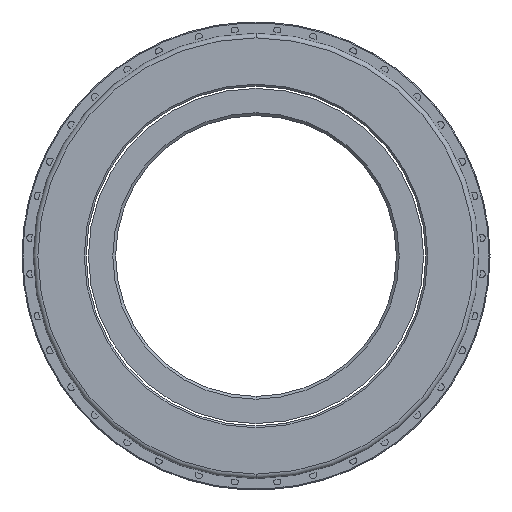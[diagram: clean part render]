
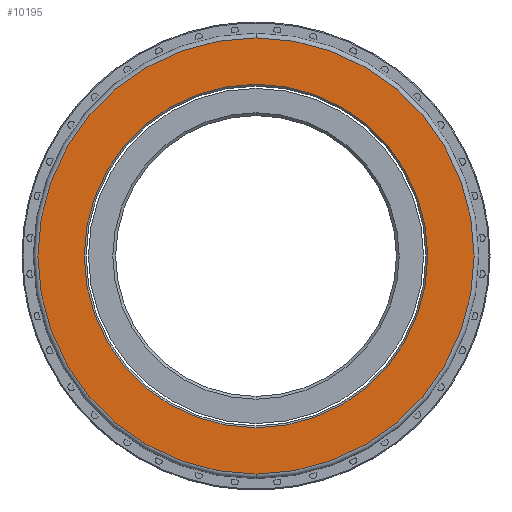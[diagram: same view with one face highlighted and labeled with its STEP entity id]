
A CAD part, front view. The second image highlights one B-rep face of the part: STEP entity #10195.
In plain terms, the highlighted planar face has unit normal (0, -1, 0).
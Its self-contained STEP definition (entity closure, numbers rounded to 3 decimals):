
#1157=CARTESIAN_POINT('',(0.,-2.5,0.));
#1158=DIRECTION('',(0.,-1.,0.));
#1159=DIRECTION('',(0.,0.,1.));
#1160=AXIS2_PLACEMENT_3D('',#1157,#1158,#1159);
#1162=CARTESIAN_POINT('',(0.,-2.5,0.));
#1163=DIRECTION('',(0.,-1.,0.));
#1164=DIRECTION('',(0.,0.,-1.));
#1165=AXIS2_PLACEMENT_3D('',#1162,#1163,#1164);
#1167=CARTESIAN_POINT('',(0.,-2.5,0.));
#1168=DIRECTION('',(0.,1.,0.));
#1169=DIRECTION('',(0.,0.,-1.));
#1170=AXIS2_PLACEMENT_3D('',#1167,#1168,#1169);
#1172=CARTESIAN_POINT('',(0.,-2.5,0.));
#1173=DIRECTION('',(0.,1.,0.));
#1174=DIRECTION('',(0.,0.,1.));
#1175=AXIS2_PLACEMENT_3D('',#1172,#1173,#1174);
#7321=CARTESIAN_POINT('',(0.,-2.5,23.3));
#7322=CARTESIAN_POINT('',(0.,-2.5,-23.3));
#7323=VERTEX_POINT('',#7321);
#7324=VERTEX_POINT('',#7322);
#7329=CARTESIAN_POINT('',(0.,-2.5,-18.35));
#7330=CARTESIAN_POINT('',(0.,-2.5,18.35));
#7331=VERTEX_POINT('',#7329);
#7332=VERTEX_POINT('',#7330);
#10179=CARTESIAN_POINT('',(0.,-2.5,0.));
#10180=DIRECTION('',(0.,-1.,0.));
#10181=DIRECTION('',(0.,0.,-1.));
#10182=AXIS2_PLACEMENT_3D('',#10179,#10180,#10181);
#10183=PLANE('',#10182);
#10184=ORIENTED_EDGE('',*,*,#10169,.F.);
#10186=ORIENTED_EDGE('',*,*,#10185,.F.);
#10187=EDGE_LOOP('',(#10184,#10186));
#10188=FACE_OUTER_BOUND('',#10187,.F.);
#10190=ORIENTED_EDGE('',*,*,#10189,.F.);
#10192=ORIENTED_EDGE('',*,*,#10191,.F.);
#10193=EDGE_LOOP('',(#10190,#10192));
#10194=FACE_BOUND('',#10193,.F.);
#10195=ADVANCED_FACE('',(#10188,#10194),#10183,.T.);
#1161=CIRCLE('',#1160,23.3);
#1166=CIRCLE('',#1165,23.3);
#1171=CIRCLE('',#1170,18.35);
#1176=CIRCLE('',#1175,18.35);
#10169=EDGE_CURVE('',#7323,#7324,#1161,.T.);
#10185=EDGE_CURVE('',#7324,#7323,#1166,.T.);
#10189=EDGE_CURVE('',#7331,#7332,#1171,.T.);
#10191=EDGE_CURVE('',#7332,#7331,#1176,.T.);
